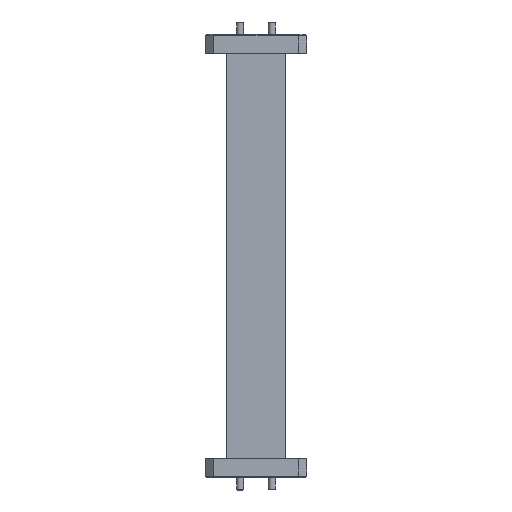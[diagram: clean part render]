
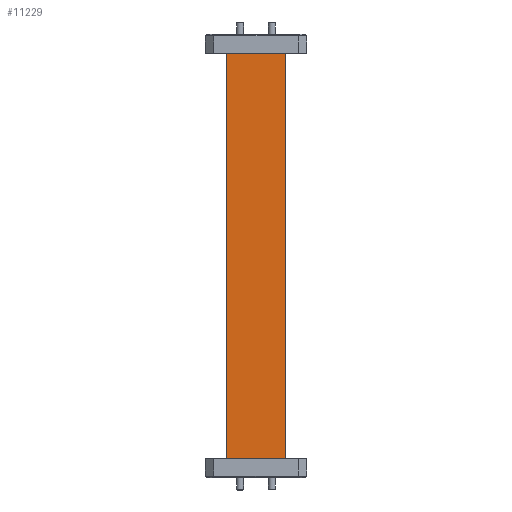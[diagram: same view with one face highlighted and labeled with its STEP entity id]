
A CAD part, front view. The second image highlights one B-rep face of the part: STEP entity #11229.
In plain terms, the highlighted planar face has unit normal (0, -1, 0).
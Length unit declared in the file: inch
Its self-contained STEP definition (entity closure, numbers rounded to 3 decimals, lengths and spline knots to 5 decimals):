
#86 = DIRECTION ( 'NONE',  ( 0., 1., 0. ) ) ;
#1249 = EDGE_CURVE ( 'NONE', #4774, #16646, #14372, .T. ) ;
#1308 = CARTESIAN_POINT ( 'NONE',  ( 0.40453, -0.21949, -0.25197 ) ) ;
#1588 = LINE ( 'NONE', #4530, #17149 ) ;
#2127 = CARTESIAN_POINT ( 'NONE',  ( 0.40453, -0.21949, -6.6685 ) ) ;
#2260 = DIRECTION ( 'NONE',  ( 0., 0., 1. ) ) ;
#2435 = FACE_OUTER_BOUND ( 'NONE', #16910, .T. ) ;
#2600 = EDGE_CURVE ( 'NONE', #8456, #16646, #7461, .T. ) ;
#3131 = PLANE ( 'NONE',  #5519 ) ;
#3937 = EDGE_CURVE ( 'NONE', #5037, #4774, #14717, .T. ) ;
#4530 = CARTESIAN_POINT ( 'NONE',  ( 0.40453, -0.21949, -5.74803 ) ) ;
#4774 = VERTEX_POINT ( 'NONE', #15545 ) ;
#5037 = VERTEX_POINT ( 'NONE', #9822 ) ;
#5443 = DIRECTION ( 'NONE',  ( -1., 0., 0. ) ) ;
#5519 = AXIS2_PLACEMENT_3D ( 'NONE', #14788, #86, #8818 ) ;
#6231 = ORIENTED_EDGE ( 'NONE', *, *, #2600, .F. ) ;
#6627 = EDGE_CURVE ( 'NONE', #8456, #5037, #1588, .T. ) ;
#6772 = VECTOR ( 'NONE', #7225, 39.37008 ) ;
#7225 = DIRECTION ( 'NONE',  ( 0., 0., 1. ) ) ;
#7461 = LINE ( 'NONE', #13082, #6772 ) ;
#7810 = VECTOR ( 'NONE', #2260, 39.37008 ) ;
#8456 = VERTEX_POINT ( 'NONE', #18100 ) ;
#8818 = DIRECTION ( 'NONE',  ( 0., 0., 1. ) ) ;
#9327 = ORIENTED_EDGE ( 'NONE', *, *, #1249, .T. ) ;
#9822 = CARTESIAN_POINT ( 'NONE',  ( 0.40453, -0.21949, -5.74803 ) ) ;
#11229 = ADVANCED_FACE ( 'NONE', ( #2435 ), #3131, .F. ) ;
#13082 = CARTESIAN_POINT ( 'NONE',  ( -0.40453, -0.21949, -6.6685 ) ) ;
#14372 = LINE ( 'NONE', #1308, #15278 ) ;
#14717 = LINE ( 'NONE', #2127, #7810 ) ;
#14788 = CARTESIAN_POINT ( 'NONE',  ( 0.40453, -0.21949, -6.6685 ) ) ;
#14986 = ORIENTED_EDGE ( 'NONE', *, *, #6627, .T. ) ;
#15278 = VECTOR ( 'NONE', #5443, 39.37008 ) ;
#15545 = CARTESIAN_POINT ( 'NONE',  ( 0.40453, -0.21949, -0.25197 ) ) ;
#16646 = VERTEX_POINT ( 'NONE', #18521 ) ;
#16910 = EDGE_LOOP ( 'NONE', ( #6231, #14986, #18695, #9327 ) ) ;
#17149 = VECTOR ( 'NONE', #17639, 39.37008 ) ;
#17639 = DIRECTION ( 'NONE',  ( 1., 0., 0. ) ) ;
#18100 = CARTESIAN_POINT ( 'NONE',  ( -0.40453, -0.21949, -5.74803 ) ) ;
#18521 = CARTESIAN_POINT ( 'NONE',  ( -0.40453, -0.21949, -0.25197 ) ) ;
#18695 = ORIENTED_EDGE ( 'NONE', *, *, #3937, .T. ) ;
